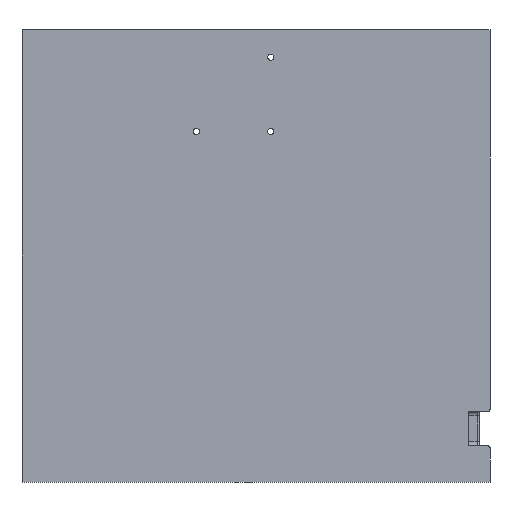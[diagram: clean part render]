
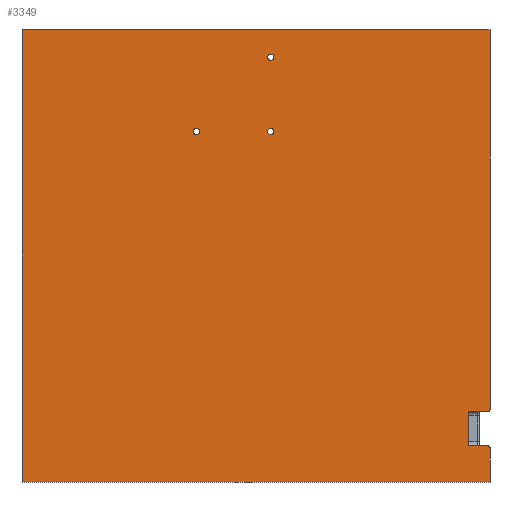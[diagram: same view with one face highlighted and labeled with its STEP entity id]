
A CAD part, front view. The second image highlights one B-rep face of the part: STEP entity #3349.
In plain terms, the highlighted planar face has unit normal (0, -1, 0).
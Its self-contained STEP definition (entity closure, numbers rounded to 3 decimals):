
#94=FACE_BOUND('',#582,.T.);
#95=FACE_BOUND('',#583,.T.);
#96=FACE_BOUND('',#584,.T.);
#161=CIRCLE('',#3593,1.);
#170=CIRCLE('',#3614,1.);
#171=CIRCLE('',#3621,1.45);
#172=CIRCLE('',#3622,1.45);
#173=CIRCLE('',#3623,1.45);
#371=FACE_OUTER_BOUND('',#581,.T.);
#581=EDGE_LOOP('',(#2589,#2590,#2591,#2592,#2593,#2594,#2595,#2596,#2597,
#2598));
#582=EDGE_LOOP('',(#2599));
#583=EDGE_LOOP('',(#2600));
#584=EDGE_LOOP('',(#2601));
#864=LINE('',#5161,#1211);
#911=LINE('',#5305,#1258);
#915=LINE('',#5314,#1262);
#917=LINE('',#5317,#1264);
#918=LINE('',#5319,#1265);
#919=LINE('',#5320,#1266);
#920=LINE('',#5322,#1267);
#921=LINE('',#5323,#1268);
#1211=VECTOR('',#4089,10.);
#1258=VECTOR('',#4226,10.);
#1262=VECTOR('',#4238,10.);
#1264=VECTOR('',#4242,10.);
#1265=VECTOR('',#4243,10.);
#1266=VECTOR('',#4244,10.);
#1267=VECTOR('',#4245,10.);
#1268=VECTOR('',#4246,10.);
#1554=VERTEX_POINT('',#5158);
#1555=VERTEX_POINT('',#5160);
#1588=VERTEX_POINT('',#5246);
#1589=VERTEX_POINT('',#5248);
#1605=VERTEX_POINT('',#5296);
#1606=VERTEX_POINT('',#5298);
#1607=VERTEX_POINT('',#5303);
#1608=VERTEX_POINT('',#5313);
#1609=VERTEX_POINT('',#5318);
#1610=VERTEX_POINT('',#5321);
#1611=VERTEX_POINT('',#5324);
#1612=VERTEX_POINT('',#5326);
#1613=VERTEX_POINT('',#5328);
#1889=EDGE_CURVE('',#1554,#1555,#864,.T.);
#1933=EDGE_CURVE('',#1588,#1589,#161,.T.);
#1958=EDGE_CURVE('',#1605,#1606,#170,.T.);
#1962=EDGE_CURVE('',#1605,#1607,#911,.T.);
#1966=EDGE_CURVE('',#1608,#1589,#915,.T.);
#1968=EDGE_CURVE('',#1607,#1608,#917,.T.);
#1969=EDGE_CURVE('',#1609,#1588,#918,.T.);
#1970=EDGE_CURVE('',#1555,#1609,#919,.T.);
#1971=EDGE_CURVE('',#1610,#1554,#920,.T.);
#1972=EDGE_CURVE('',#1606,#1610,#921,.T.);
#1973=EDGE_CURVE('',#1611,#1611,#171,.T.);
#1974=EDGE_CURVE('',#1612,#1612,#172,.T.);
#1975=EDGE_CURVE('',#1613,#1613,#173,.T.);
#2589=ORIENTED_EDGE('',*,*,#1958,.F.);
#2590=ORIENTED_EDGE('',*,*,#1962,.T.);
#2591=ORIENTED_EDGE('',*,*,#1968,.T.);
#2592=ORIENTED_EDGE('',*,*,#1966,.T.);
#2593=ORIENTED_EDGE('',*,*,#1933,.F.);
#2594=ORIENTED_EDGE('',*,*,#1969,.F.);
#2595=ORIENTED_EDGE('',*,*,#1970,.F.);
#2596=ORIENTED_EDGE('',*,*,#1889,.F.);
#2597=ORIENTED_EDGE('',*,*,#1971,.F.);
#2598=ORIENTED_EDGE('',*,*,#1972,.F.);
#2599=ORIENTED_EDGE('',*,*,#1973,.T.);
#2600=ORIENTED_EDGE('',*,*,#1974,.T.);
#2601=ORIENTED_EDGE('',*,*,#1975,.T.);
#3212=PLANE('',#3620);
#3349=ADVANCED_FACE('',(#371,#94,#95,#96),#3212,.F.);
#3593=AXIS2_PLACEMENT_3D('',#5249,#4165,#4166);
#3614=AXIS2_PLACEMENT_3D('',#5299,#4219,#4220);
#3620=AXIS2_PLACEMENT_3D('',#5316,#4240,#4241);
#3621=AXIS2_PLACEMENT_3D('',#5325,#4247,#4248);
#3622=AXIS2_PLACEMENT_3D('',#5327,#4249,#4250);
#3623=AXIS2_PLACEMENT_3D('',#5329,#4251,#4252);
#4089=DIRECTION('',(0.,0.,1.));
#4165=DIRECTION('center_axis',(0.,1.,0.));
#4166=DIRECTION('ref_axis',(0.707,0.,-0.707));
#4219=DIRECTION('center_axis',(0.,1.,0.));
#4220=DIRECTION('ref_axis',(0.707,0.,0.707));
#4226=DIRECTION('',(-1.,0.,0.));
#4238=DIRECTION('',(1.,0.,0.));
#4240=DIRECTION('center_axis',(0.,1.,0.));
#4241=DIRECTION('ref_axis',(0.,0.,1.));
#4242=DIRECTION('',(0.,0.,1.));
#4243=DIRECTION('',(0.,0.,-1.));
#4244=DIRECTION('',(1.,0.,0.));
#4245=DIRECTION('',(-1.,0.,0.));
#4246=DIRECTION('',(0.,0.,-1.));
#4247=DIRECTION('center_axis',(0.,1.,0.));
#4248=DIRECTION('ref_axis',(1.,0.,0.));
#4249=DIRECTION('center_axis',(0.,1.,0.));
#4250=DIRECTION('ref_axis',(1.,0.,0.));
#4251=DIRECTION('center_axis',(0.,1.,0.));
#4252=DIRECTION('ref_axis',(1.,0.,0.));
#5158=CARTESIAN_POINT('',(-106.5,0.,-115.633));
#5160=CARTESIAN_POINT('',(-106.5,0.,95.567));
#5161=CARTESIAN_POINT('',(-106.5,0.,-115.633));
#5246=CARTESIAN_POINT('',(112.,0.,-81.633));
#5248=CARTESIAN_POINT('',(111.,0.,-82.633));
#5249=CARTESIAN_POINT('Origin',(111.,0.,-81.633));
#5296=CARTESIAN_POINT('',(111.,0.,-98.633));
#5298=CARTESIAN_POINT('',(112.,0.,-99.633));
#5299=CARTESIAN_POINT('Origin',(111.,0.,-99.633));
#5303=CARTESIAN_POINT('',(102.,0.,-98.633));
#5305=CARTESIAN_POINT('',(52.375,0.,-98.633));
#5313=CARTESIAN_POINT('',(102.,0.,-82.633));
#5314=CARTESIAN_POINT('',(57.375,0.,-82.633));
#5316=CARTESIAN_POINT('Origin',(2.75,0.,-10.033));
#5317=CARTESIAN_POINT('',(102.,0.,-46.333));
#5318=CARTESIAN_POINT('',(112.,0.,95.567));
#5319=CARTESIAN_POINT('',(112.,0.,95.567));
#5320=CARTESIAN_POINT('',(-106.5,0.,95.567));
#5321=CARTESIAN_POINT('',(112.,0.,-115.633));
#5322=CARTESIAN_POINT('',(112.,0.,-115.633));
#5323=CARTESIAN_POINT('',(112.,0.,95.567));
#5324=CARTESIAN_POINT('',(8.194,0.,48.117));
#5325=CARTESIAN_POINT('Origin',(9.644,0.,48.117));
#5326=CARTESIAN_POINT('',(-26.506,0.,48.117));
#5327=CARTESIAN_POINT('Origin',(-25.056,0.,48.117));
#5328=CARTESIAN_POINT('',(8.194,0.,82.817));
#5329=CARTESIAN_POINT('Origin',(9.644,0.,82.817));
